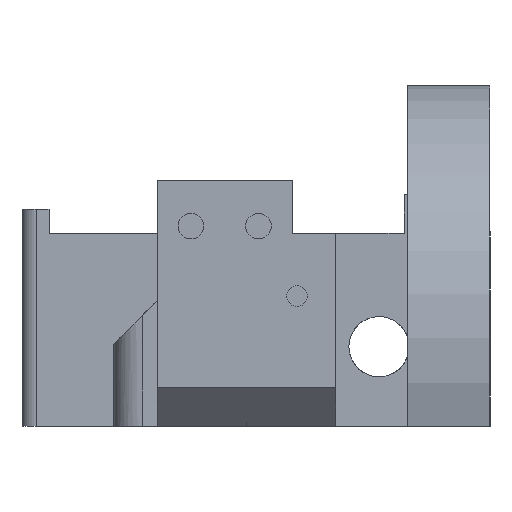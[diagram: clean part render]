
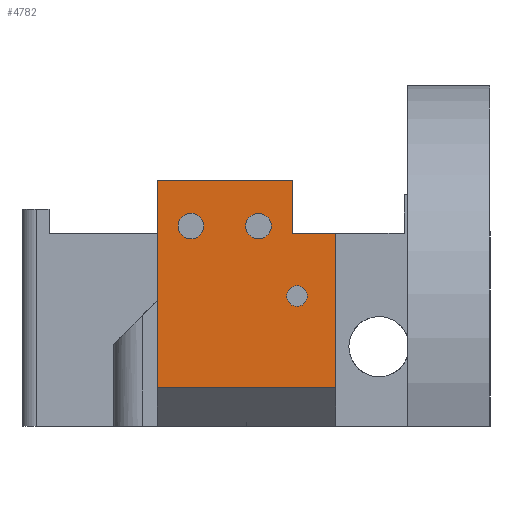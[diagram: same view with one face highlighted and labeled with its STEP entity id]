
A CAD part, left-side view. The second image highlights one B-rep face of the part: STEP entity #4782.
In plain terms, the highlighted planar face has unit normal (-1, 0, 0).
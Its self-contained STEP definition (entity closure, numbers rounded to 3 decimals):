
#14 = DIRECTION ( 'NONE',  ( 0., 0., -1. ) ) ;
#103 = DIRECTION ( 'NONE',  ( 0., 0., 1. ) ) ;
#117 = EDGE_CURVE ( 'NONE', #4744, #4174, #3286, .T. ) ;
#120 = CARTESIAN_POINT ( 'NONE',  ( -51.5, 7., 25.5 ) ) ;
#155 = CIRCLE ( 'NONE', #4648, 1.325 ) ;
#158 = EDGE_CURVE ( 'NONE', #4434, #265, #2206, .T. ) ;
#193 = VECTOR ( 'NONE', #2853, 1000. ) ;
#263 = LINE ( 'NONE', #5498, #193 ) ;
#265 = VERTEX_POINT ( 'NONE', #1408 ) ;
#281 = EDGE_CURVE ( 'NONE', #265, #4434, #3473, .T. ) ;
#317 = FACE_OUTER_BOUND ( 'NONE', #3546, .T. ) ;
#413 = VECTOR ( 'NONE', #2501, 1000. ) ;
#450 = DIRECTION ( 'NONE',  ( 1., 0., 0. ) ) ;
#592 = ORIENTED_EDGE ( 'NONE', *, *, #281, .F. ) ;
#609 = DIRECTION ( 'NONE',  ( 0., 0., 1. ) ) ;
#671 = DIRECTION ( 'NONE',  ( -1., 0., 0. ) ) ;
#681 = DIRECTION ( 'NONE',  ( 0., 0., 1. ) ) ;
#694 = ORIENTED_EDGE ( 'NONE', *, *, #117, .T. ) ;
#764 = FACE_BOUND ( 'NONE', #2710, .T. ) ;
#783 = AXIS2_PLACEMENT_3D ( 'NONE', #4303, #450, #3461 ) ;
#823 = EDGE_CURVE ( 'NONE', #4301, #2034, #3060, .T. ) ;
#886 = CARTESIAN_POINT ( 'NONE',  ( -51.5, -11.5, 4. ) ) ;
#921 = CARTESIAN_POINT ( 'NONE',  ( -51.5, -3.5, 20.75 ) ) ;
#935 = VECTOR ( 'NONE', #3313, 1000. ) ;
#946 = DIRECTION ( 'NONE',  ( 1., 0., 0. ) ) ;
#962 = CARTESIAN_POINT ( 'NONE',  ( -51.5, 0., 25.5 ) ) ;
#972 = EDGE_CURVE ( 'NONE', #2034, #4826, #5359, .T. ) ;
#1065 = CARTESIAN_POINT ( 'NONE',  ( -51.5, 3.5, 19.425 ) ) ;
#1086 = VERTEX_POINT ( 'NONE', #4239 ) ;
#1147 = DIRECTION ( 'NONE',  ( 0., -1., 0. ) ) ;
#1167 = ORIENTED_EDGE ( 'NONE', *, *, #2284, .T. ) ;
#1235 = CIRCLE ( 'NONE', #783, 1.325 ) ;
#1287 = AXIS2_PLACEMENT_3D ( 'NONE', #2481, #3329, #4546 ) ;
#1408 = CARTESIAN_POINT ( 'NONE',  ( -51.5, -7.5, 14.575 ) ) ;
#1529 = ORIENTED_EDGE ( 'NONE', *, *, #2794, .T. ) ;
#1540 = CARTESIAN_POINT ( 'NONE',  ( -51.5, 0., 4. ) ) ;
#1586 = LINE ( 'NONE', #4933, #5240 ) ;
#1589 = EDGE_CURVE ( 'NONE', #5324, #2935, #155, .T. ) ;
#1719 = CARTESIAN_POINT ( 'NONE',  ( -51.5, 3.5, 20.75 ) ) ;
#1736 = CIRCLE ( 'NONE', #2805, 1.325 ) ;
#1846 = ORIENTED_EDGE ( 'NONE', *, *, #2637, .T. ) ;
#1849 = AXIS2_PLACEMENT_3D ( 'NONE', #4144, #3245, #681 ) ;
#1898 = AXIS2_PLACEMENT_3D ( 'NONE', #2624, #4337, #14 ) ;
#1913 = ORIENTED_EDGE ( 'NONE', *, *, #1922, .T. ) ;
#1922 = EDGE_CURVE ( 'NONE', #4669, #1086, #3055, .T. ) ;
#1979 = CARTESIAN_POINT ( 'NONE',  ( -51.5, -7., 25.5 ) ) ;
#1999 = DIRECTION ( 'NONE',  ( 0., 1., 0. ) ) ;
#2034 = VERTEX_POINT ( 'NONE', #4389 ) ;
#2206 = CIRCLE ( 'NONE', #1849, 1.075 ) ;
#2284 = EDGE_CURVE ( 'NONE', #4301, #4744, #263, .T. ) ;
#2481 = CARTESIAN_POINT ( 'NONE',  ( -51.5, 0., 25.5 ) ) ;
#2501 = DIRECTION ( 'NONE',  ( 0., 0., 1. ) ) ;
#2624 = CARTESIAN_POINT ( 'NONE',  ( -51.5, 3.5, 20.75 ) ) ;
#2637 = EDGE_CURVE ( 'NONE', #4965, #4826, #1586, .T. ) ;
#2710 = EDGE_LOOP ( 'NONE', ( #1529, #4325 ) ) ;
#2794 = EDGE_CURVE ( 'NONE', #2935, #5324, #1235, .T. ) ;
#2805 = AXIS2_PLACEMENT_3D ( 'NONE', #1719, #4299, #4735 ) ;
#2853 = DIRECTION ( 'NONE',  ( 0., 0., -1. ) ) ;
#2902 = FACE_BOUND ( 'NONE', #3497, .T. ) ;
#2935 = VERTEX_POINT ( 'NONE', #3124 ) ;
#3055 = CIRCLE ( 'NONE', #1898, 1.325 ) ;
#3060 = LINE ( 'NONE', #962, #3191 ) ;
#3124 = CARTESIAN_POINT ( 'NONE',  ( -51.5, -3.5, 22.075 ) ) ;
#3126 = CARTESIAN_POINT ( 'NONE',  ( -51.5, -7.5, 13.5 ) ) ;
#3159 = ORIENTED_EDGE ( 'NONE', *, *, #4966, .T. ) ;
#3191 = VECTOR ( 'NONE', #4339, 1000. ) ;
#3245 = DIRECTION ( 'NONE',  ( -1., 0., 0. ) ) ;
#3264 = CARTESIAN_POINT ( 'NONE',  ( -51.5, -3.5, 19.425 ) ) ;
#3286 = LINE ( 'NONE', #1540, #5425 ) ;
#3312 = CARTESIAN_POINT ( 'NONE',  ( -51.5, -7.5, 12.425 ) ) ;
#3313 = DIRECTION ( 'NONE',  ( 0., 0., -1. ) ) ;
#3329 = DIRECTION ( 'NONE',  ( 1., 0., 0. ) ) ;
#3343 = CARTESIAN_POINT ( 'NONE',  ( -51.5, -11.5, 0. ) ) ;
#3461 = DIRECTION ( 'NONE',  ( 0., 0., 1. ) ) ;
#3473 = CIRCLE ( 'NONE', #4203, 1.075 ) ;
#3497 = EDGE_LOOP ( 'NONE', ( #3159, #1913 ) ) ;
#3498 = ORIENTED_EDGE ( 'NONE', *, *, #823, .F. ) ;
#3546 = EDGE_LOOP ( 'NONE', ( #1167, #694, #4192, #1846, #3729, #3498 ) ) ;
#3729 = ORIENTED_EDGE ( 'NONE', *, *, #972, .F. ) ;
#3969 = CARTESIAN_POINT ( 'NONE',  ( -51.5, 7., 4. ) ) ;
#4139 = EDGE_LOOP ( 'NONE', ( #592, #4235 ) ) ;
#4144 = CARTESIAN_POINT ( 'NONE',  ( -51.5, -7.5, 13.5 ) ) ;
#4174 = VERTEX_POINT ( 'NONE', #886 ) ;
#4177 = EDGE_CURVE ( 'NONE', #4174, #4965, #5453, .T. ) ;
#4192 = ORIENTED_EDGE ( 'NONE', *, *, #4177, .T. ) ;
#4199 = CARTESIAN_POINT ( 'NONE',  ( -51.5, -7., 20. ) ) ;
#4203 = AXIS2_PLACEMENT_3D ( 'NONE', #3126, #671, #609 ) ;
#4235 = ORIENTED_EDGE ( 'NONE', *, *, #158, .F. ) ;
#4239 = CARTESIAN_POINT ( 'NONE',  ( -51.5, 3.5, 22.075 ) ) ;
#4299 = DIRECTION ( 'NONE',  ( 1., 0., 0. ) ) ;
#4301 = VERTEX_POINT ( 'NONE', #120 ) ;
#4303 = CARTESIAN_POINT ( 'NONE',  ( -51.5, -3.5, 20.75 ) ) ;
#4325 = ORIENTED_EDGE ( 'NONE', *, *, #1589, .T. ) ;
#4337 = DIRECTION ( 'NONE',  ( 1., 0., 0. ) ) ;
#4339 = DIRECTION ( 'NONE',  ( 0., -1., 0. ) ) ;
#4389 = CARTESIAN_POINT ( 'NONE',  ( -51.5, -7., 25.5 ) ) ;
#4434 = VERTEX_POINT ( 'NONE', #3312 ) ;
#4546 = DIRECTION ( 'NONE',  ( 0., 0., -1. ) ) ;
#4648 = AXIS2_PLACEMENT_3D ( 'NONE', #921, #946, #103 ) ;
#4669 = VERTEX_POINT ( 'NONE', #1065 ) ;
#4735 = DIRECTION ( 'NONE',  ( 0., 0., -1. ) ) ;
#4744 = VERTEX_POINT ( 'NONE', #3969 ) ;
#4782 = ADVANCED_FACE ( 'NONE', ( #5435, #2902, #764, #317 ), #4928, .F. ) ;
#4826 = VERTEX_POINT ( 'NONE', #4199 ) ;
#4928 = PLANE ( 'NONE',  #1287 ) ;
#4933 = CARTESIAN_POINT ( 'NONE',  ( -51.5, -44.402, 20. ) ) ;
#4965 = VERTEX_POINT ( 'NONE', #5537 ) ;
#4966 = EDGE_CURVE ( 'NONE', #1086, #4669, #1736, .T. ) ;
#5240 = VECTOR ( 'NONE', #1999, 1000. ) ;
#5324 = VERTEX_POINT ( 'NONE', #3264 ) ;
#5359 = LINE ( 'NONE', #1979, #935 ) ;
#5425 = VECTOR ( 'NONE', #1147, 1000. ) ;
#5435 = FACE_BOUND ( 'NONE', #4139, .T. ) ;
#5453 = LINE ( 'NONE', #3343, #413 ) ;
#5498 = CARTESIAN_POINT ( 'NONE',  ( -51.5, 7., 25.5 ) ) ;
#5537 = CARTESIAN_POINT ( 'NONE',  ( -51.5, -11.5, 20. ) ) ;
